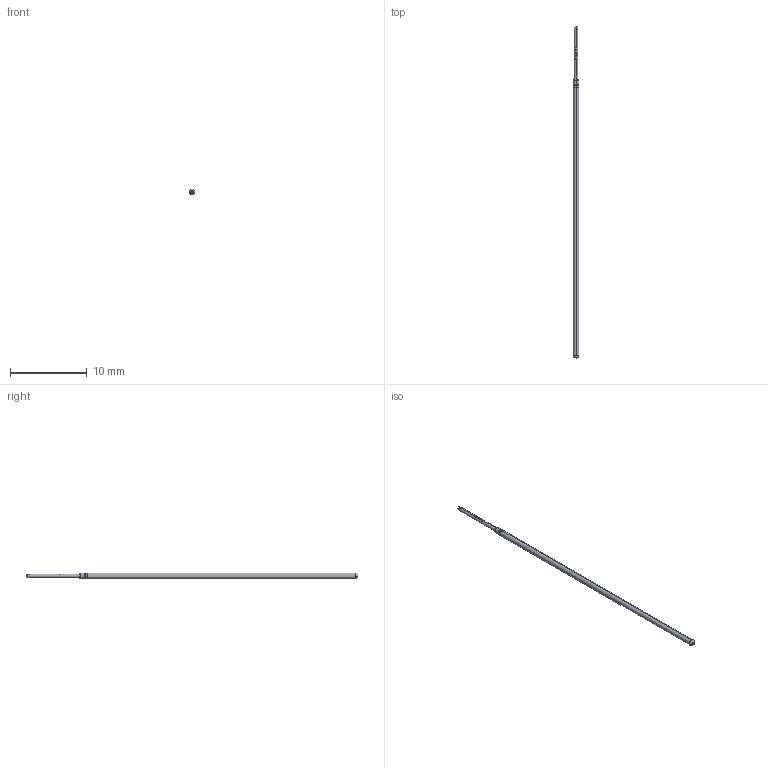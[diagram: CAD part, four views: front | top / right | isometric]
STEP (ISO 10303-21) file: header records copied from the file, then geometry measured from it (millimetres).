
FILE_DESCRIPTION (( 'STEP AP203' ), '1' );
FILE_NAME ('INGUN_E-050_214_050_X_xx00_0.STEP', '2016-12-05T08:16:15', ( '' ), ( '' ), 'SwSTEP 2.0', 'SolidWorks 2016', '' );
FILE_SCHEMA (( 'CONFIG_CONTROL_DESIGN' ));
Length unit declared in the file: millimetre
Products named in the file (1): INGUN_E-050_214_050_X_xx00_0
Bounding box: 0.78 x 43.2 x 0.78 mm (x, y, z)
Volume: 18.5 mm3; surface area: 100.3 mm2
Topology: 1 solids, 1 shells, 100 faces, 273 edges, 175 vertices
Faces by surface type: plane 50, bspline 22, cylinder 18, torus 8, sphere 2
Entity records: 3458 total; most frequent: CARTESIAN_POINT 1039, ORIENTED_EDGE 542, DIRECTION 427, EDGE_CURVE 271, VERTEX_POINT 175, AXIS2_PLACEMENT_3D 171, EDGE_LOOP 102, ADVANCED_FACE 100
